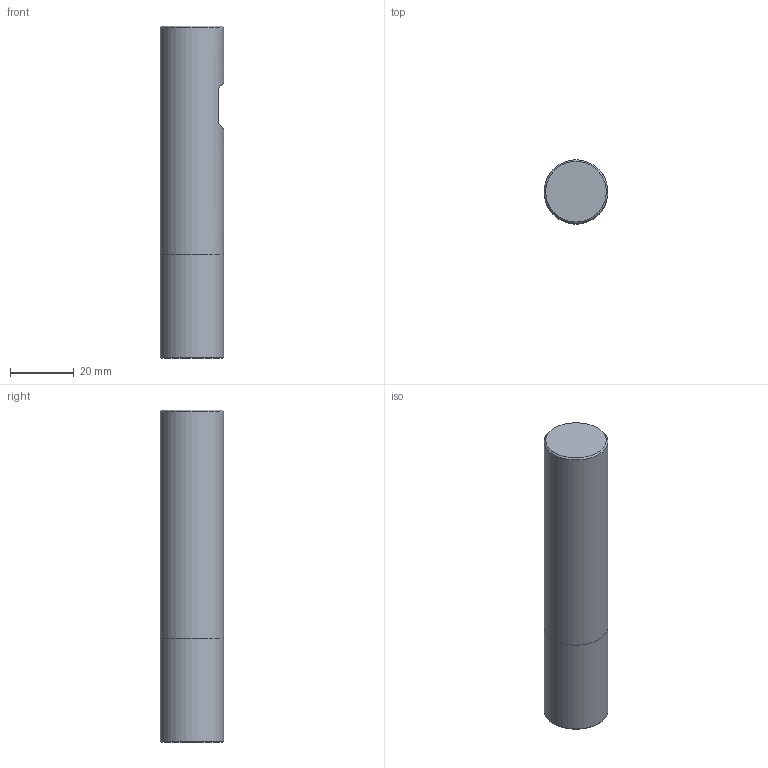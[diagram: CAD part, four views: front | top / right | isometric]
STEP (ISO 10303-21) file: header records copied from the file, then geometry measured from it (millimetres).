
FILE_DESCRIPTION(/* description */ (''),/* implementation_level */ '2;1');
FILE_NAME(/* name */ '1598519729645.stp',/* time_stamp */ '2020-08-27T11:15:39+02:00',/* author */ (''),/* organization */ ('SMS'),/* preprocessor_version */ 'ST-DEVELOPER v16.7',/* originating_system */ 'SIEMENS PLM Software NX 12.0',/* authorisation */ '');
FILE_SCHEMA (('AUTOMOTIVE_DESIGN { 1 0 10303 214 3 1 1 1 }'));
Length unit declared in the file: millimetre
Products named in the file (1): 203133611mod000_00
Bounding box: 20 x 20 x 104 mm (x, y, z)
Volume: 32487.7 mm3; surface area: 7763.7 mm2
Topology: 2 solids, 2 shells, 11 faces, 20 edges, 18 vertices
Faces by surface type: plane 7, cylinder 2, cone 2
Full cylindrical faces by diameter (mm): 20 x2
Entity records: 321 total; most frequent: CARTESIAN_POINT 54, DIRECTION 50, ORIENTED_EDGE 24, AXIS2_PLACEMENT_3D 23, EDGE_LOOP 16, EDGE_CURVE 12, ADVANCED_FACE 11, VERTEX_POINT 10
